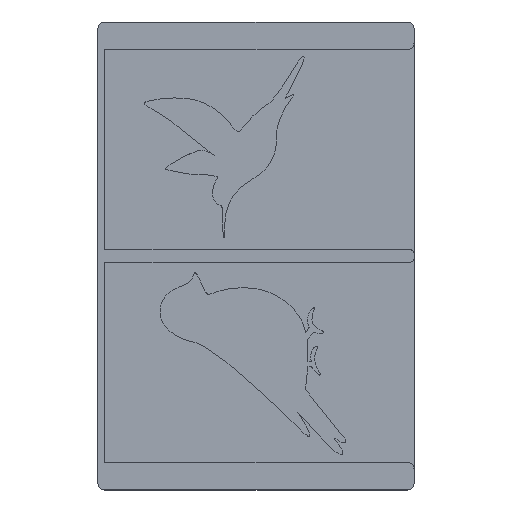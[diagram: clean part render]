
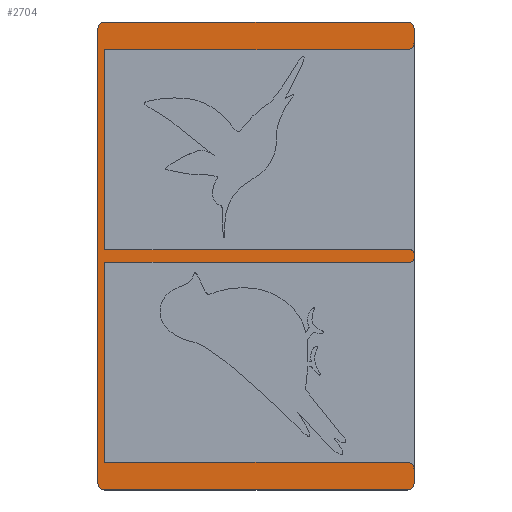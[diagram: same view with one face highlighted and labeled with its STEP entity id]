
A CAD part, top view. The second image highlights one B-rep face of the part: STEP entity #2704.
In plain terms, the highlighted planar face has unit normal (0, 0, 1).
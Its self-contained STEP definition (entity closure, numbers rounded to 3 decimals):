
#21=CIRCLE('',#2761,2.);
#23=CIRCLE('',#2764,2.);
#24=CIRCLE('',#2765,1.);
#25=CIRCLE('',#2766,1.);
#26=CIRCLE('',#2767,2.);
#27=CIRCLE('',#2768,2.);
#28=CIRCLE('',#2769,2.);
#29=CIRCLE('',#2770,2.);
#70=PLANE('',#2763);
#206=FACE_OUTER_BOUND('',#353,.T.);
#353=EDGE_LOOP('',(#2221,#2222,#2223,#2224,#2225,#2226,#2227,#2228,#2229,
#2230,#2231,#2232,#2233,#2234,#2235,#2236,#2237,#2238,#2239,#2240));
#514=LINE('',#5235,#686);
#515=LINE('',#5239,#687);
#516=LINE('',#5241,#688);
#517=LINE('',#5243,#689);
#518=LINE('',#5247,#690);
#519=LINE('',#5251,#691);
#520=LINE('',#5253,#692);
#521=LINE('',#5255,#693);
#522=LINE('',#5259,#694);
#523=LINE('',#5263,#695);
#524=LINE('',#5267,#696);
#525=LINE('',#5270,#697);
#686=VECTOR('',#2976,10.);
#687=VECTOR('',#2979,10.);
#688=VECTOR('',#2980,10.);
#689=VECTOR('',#2981,10.);
#690=VECTOR('',#2984,10.);
#691=VECTOR('',#2987,10.);
#692=VECTOR('',#2988,10.);
#693=VECTOR('',#2989,10.);
#694=VECTOR('',#2992,10.);
#695=VECTOR('',#2995,10.);
#696=VECTOR('',#2998,10.);
#697=VECTOR('',#3001,10.);
#1177=VERTEX_POINT('',#5225);
#1178=VERTEX_POINT('',#5226);
#1181=VERTEX_POINT('',#5234);
#1182=VERTEX_POINT('',#5236);
#1183=VERTEX_POINT('',#5238);
#1184=VERTEX_POINT('',#5240);
#1185=VERTEX_POINT('',#5242);
#1186=VERTEX_POINT('',#5244);
#1187=VERTEX_POINT('',#5246);
#1188=VERTEX_POINT('',#5248);
#1189=VERTEX_POINT('',#5250);
#1190=VERTEX_POINT('',#5252);
#1191=VERTEX_POINT('',#5254);
#1192=VERTEX_POINT('',#5256);
#1193=VERTEX_POINT('',#5258);
#1194=VERTEX_POINT('',#5260);
#1195=VERTEX_POINT('',#5262);
#1196=VERTEX_POINT('',#5264);
#1197=VERTEX_POINT('',#5266);
#1198=VERTEX_POINT('',#5268);
#1570=EDGE_CURVE('',#1177,#1178,#21,.T.);
#1574=EDGE_CURVE('',#1177,#1181,#514,.T.);
#1575=EDGE_CURVE('',#1182,#1181,#23,.T.);
#1576=EDGE_CURVE('',#1182,#1183,#515,.T.);
#1577=EDGE_CURVE('',#1183,#1184,#516,.T.);
#1578=EDGE_CURVE('',#1184,#1185,#517,.T.);
#1579=EDGE_CURVE('',#1186,#1185,#24,.T.);
#1580=EDGE_CURVE('',#1186,#1187,#518,.T.);
#1581=EDGE_CURVE('',#1188,#1187,#25,.T.);
#1582=EDGE_CURVE('',#1188,#1189,#519,.T.);
#1583=EDGE_CURVE('',#1189,#1190,#520,.T.);
#1584=EDGE_CURVE('',#1190,#1191,#521,.T.);
#1585=EDGE_CURVE('',#1192,#1191,#26,.T.);
#1586=EDGE_CURVE('',#1192,#1193,#522,.T.);
#1587=EDGE_CURVE('',#1194,#1193,#27,.T.);
#1588=EDGE_CURVE('',#1194,#1195,#523,.T.);
#1589=EDGE_CURVE('',#1196,#1195,#28,.T.);
#1590=EDGE_CURVE('',#1196,#1197,#524,.T.);
#1591=EDGE_CURVE('',#1198,#1197,#29,.T.);
#1592=EDGE_CURVE('',#1198,#1178,#525,.T.);
#2221=ORIENTED_EDGE('',*,*,#1570,.F.);
#2222=ORIENTED_EDGE('',*,*,#1574,.T.);
#2223=ORIENTED_EDGE('',*,*,#1575,.F.);
#2224=ORIENTED_EDGE('',*,*,#1576,.T.);
#2225=ORIENTED_EDGE('',*,*,#1577,.T.);
#2226=ORIENTED_EDGE('',*,*,#1578,.T.);
#2227=ORIENTED_EDGE('',*,*,#1579,.F.);
#2228=ORIENTED_EDGE('',*,*,#1580,.T.);
#2229=ORIENTED_EDGE('',*,*,#1581,.F.);
#2230=ORIENTED_EDGE('',*,*,#1582,.T.);
#2231=ORIENTED_EDGE('',*,*,#1583,.T.);
#2232=ORIENTED_EDGE('',*,*,#1584,.T.);
#2233=ORIENTED_EDGE('',*,*,#1585,.F.);
#2234=ORIENTED_EDGE('',*,*,#1586,.T.);
#2235=ORIENTED_EDGE('',*,*,#1587,.F.);
#2236=ORIENTED_EDGE('',*,*,#1588,.T.);
#2237=ORIENTED_EDGE('',*,*,#1589,.F.);
#2238=ORIENTED_EDGE('',*,*,#1590,.T.);
#2239=ORIENTED_EDGE('',*,*,#1591,.F.);
#2240=ORIENTED_EDGE('',*,*,#1592,.T.);
#2704=ADVANCED_FACE('',(#206),#70,.T.);
#2761=AXIS2_PLACEMENT_3D('',#5227,#2968,#2969);
#2763=AXIS2_PLACEMENT_3D('',#5233,#2974,#2975);
#2764=AXIS2_PLACEMENT_3D('',#5237,#2977,#2978);
#2765=AXIS2_PLACEMENT_3D('',#5245,#2982,#2983);
#2766=AXIS2_PLACEMENT_3D('',#5249,#2985,#2986);
#2767=AXIS2_PLACEMENT_3D('',#5257,#2990,#2991);
#2768=AXIS2_PLACEMENT_3D('',#5261,#2993,#2994);
#2769=AXIS2_PLACEMENT_3D('',#5265,#2996,#2997);
#2770=AXIS2_PLACEMENT_3D('',#5269,#2999,#3000);
#2968=DIRECTION('center_axis',(0.,0.,-1.));
#2969=DIRECTION('ref_axis',(0.707,-0.707,0.));
#2974=DIRECTION('center_axis',(0.,0.,1.));
#2975=DIRECTION('ref_axis',(1.,0.,0.));
#2976=DIRECTION('',(0.,1.,0.));
#2977=DIRECTION('center_axis',(0.,0.,-1.));
#2978=DIRECTION('ref_axis',(0.707,0.707,0.));
#2979=DIRECTION('',(-1.,0.,0.));
#2980=DIRECTION('',(0.,1.,0.));
#2981=DIRECTION('',(1.,0.,0.));
#2982=DIRECTION('center_axis',(0.,0.,-1.));
#2983=DIRECTION('ref_axis',(0.707,-0.707,0.));
#2984=DIRECTION('',(0.,1.,0.));
#2985=DIRECTION('center_axis',(0.,0.,-1.));
#2986=DIRECTION('ref_axis',(0.707,0.707,0.));
#2987=DIRECTION('',(-1.,0.,0.));
#2988=DIRECTION('',(0.,1.,0.));
#2989=DIRECTION('',(1.,0.,0.));
#2990=DIRECTION('center_axis',(0.,0.,-1.));
#2991=DIRECTION('ref_axis',(0.707,-0.707,0.));
#2992=DIRECTION('',(0.,1.,0.));
#2993=DIRECTION('center_axis',(0.,0.,-1.));
#2994=DIRECTION('ref_axis',(0.707,0.707,0.));
#2995=DIRECTION('',(-1.,0.,0.));
#2996=DIRECTION('center_axis',(0.,0.,-1.));
#2997=DIRECTION('ref_axis',(-0.707,0.707,0.));
#2998=DIRECTION('',(0.,-1.,0.));
#2999=DIRECTION('center_axis',(0.,0.,-1.));
#3000=DIRECTION('ref_axis',(-0.707,-0.707,0.));
#3001=DIRECTION('',(1.,0.,0.));
#5225=CARTESIAN_POINT('',(91.5,2.,3.));
#5226=CARTESIAN_POINT('',(89.5,0.,3.));
#5227=CARTESIAN_POINT('Origin',(89.5,2.,3.));
#5233=CARTESIAN_POINT('Origin',(45.75,67.75,3.));
#5234=CARTESIAN_POINT('',(91.5,6.,3.));
#5235=CARTESIAN_POINT('',(91.5,0.,3.));
#5236=CARTESIAN_POINT('',(89.5,8.,3.));
#5237=CARTESIAN_POINT('Origin',(89.5,6.,3.));
#5238=CARTESIAN_POINT('',(2.,8.,3.));
#5239=CARTESIAN_POINT('',(68.625,8.,3.));
#5240=CARTESIAN_POINT('',(2.,66.,3.));
#5241=CARTESIAN_POINT('',(2.,37.875,3.));
#5242=CARTESIAN_POINT('',(90.5,66.,3.));
#5243=CARTESIAN_POINT('',(23.875,66.,3.));
#5244=CARTESIAN_POINT('',(91.5,67.,3.));
#5245=CARTESIAN_POINT('Origin',(90.5,67.,3.));
#5246=CARTESIAN_POINT('',(91.5,68.5,3.));
#5247=CARTESIAN_POINT('',(91.5,0.,3.));
#5248=CARTESIAN_POINT('',(90.5,69.5,3.));
#5249=CARTESIAN_POINT('Origin',(90.5,68.5,3.));
#5250=CARTESIAN_POINT('',(2.,69.5,3.));
#5251=CARTESIAN_POINT('',(68.625,69.5,3.));
#5252=CARTESIAN_POINT('',(2.,127.5,3.));
#5253=CARTESIAN_POINT('',(2.,68.625,3.));
#5254=CARTESIAN_POINT('',(89.5,127.5,3.));
#5255=CARTESIAN_POINT('',(23.875,127.5,3.));
#5256=CARTESIAN_POINT('',(91.5,129.5,3.));
#5257=CARTESIAN_POINT('Origin',(89.5,129.5,3.));
#5258=CARTESIAN_POINT('',(91.5,133.5,3.));
#5259=CARTESIAN_POINT('',(91.5,0.,3.));
#5260=CARTESIAN_POINT('',(89.5,135.5,3.));
#5261=CARTESIAN_POINT('Origin',(89.5,133.5,3.));
#5262=CARTESIAN_POINT('',(2.,135.5,3.));
#5263=CARTESIAN_POINT('',(91.5,135.5,3.));
#5264=CARTESIAN_POINT('',(0.,133.5,3.));
#5265=CARTESIAN_POINT('Origin',(2.,133.5,3.));
#5266=CARTESIAN_POINT('',(0.,2.,3.));
#5267=CARTESIAN_POINT('',(0.,128.5,3.));
#5268=CARTESIAN_POINT('',(2.,0.,3.));
#5269=CARTESIAN_POINT('Origin',(2.,2.,3.));
#5270=CARTESIAN_POINT('',(0.,0.,3.));
